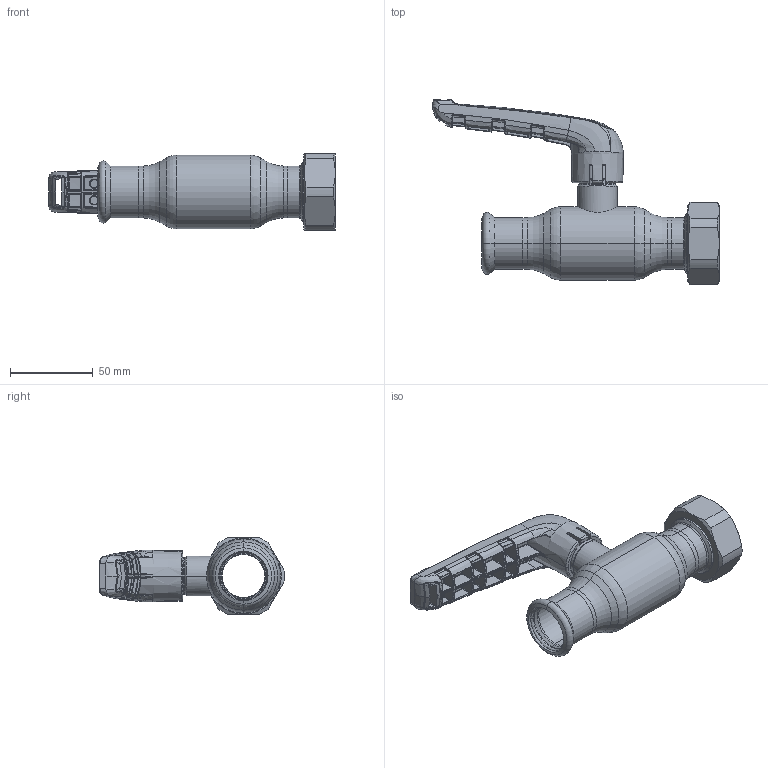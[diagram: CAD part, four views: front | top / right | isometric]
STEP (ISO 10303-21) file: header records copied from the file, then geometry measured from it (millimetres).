
FILE_DESCRIPTION (( 'STEP AP214' ), '1' );
FILE_NAME ('2025001400-xxxx.step', '2019-05-10T06:48:27', ( '' ), ( '' ), 'SwSTEP 2.0', 'SolidWorks 2017', '' );
FILE_SCHEMA (( 'AUTOMOTIVE_DESIGN' ));
Length unit declared in the file: millimetre
Products named in the file (1): 2025001400-xxxx
Bounding box: 173.29 x 112.09 x 46 mm (x, y, z)
Surface area: 46634.4 mm2 (no closed solid volume)
Topology: 0 solids, 10 shells, 766 faces, 2486 edges, 1630 vertices
Faces by surface type: bspline 595, plane 57, cylinder 50, cone 35, torus 23, sphere 6
Entity records: 60142 total; most frequent: CARTESIAN_POINT 35672, ORIENTED_EDGE 4092, EDGE_CURVE 2482, B_SPLINE_CURVE_WITH_KNOTS 1715, DIRECTION 1703, VERTEX_POINT 1630, EDGE_LOOP 788, UNCERTAINTY_MEASURE_WITH_UNIT 768
